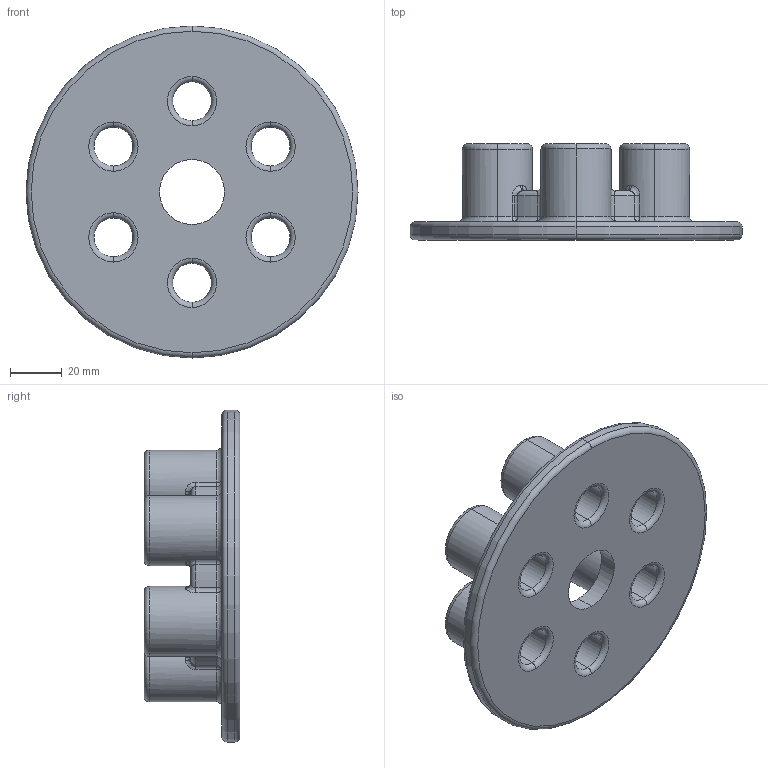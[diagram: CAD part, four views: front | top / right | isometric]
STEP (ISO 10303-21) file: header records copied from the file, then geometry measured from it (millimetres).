
FILE_DESCRIPTION (( 'STEP AP214' ), '1' );
FILE_NAME ('Part1.STEP', '2025-12-13T12:29:36', ( '' ), ( '' ), 'SwSTEP 2.0', 'SolidWorks 2025', '' );
FILE_SCHEMA (( 'AUTOMOTIVE_DESIGN' ));
Length unit declared in the file: millimetre
Products named in the file (1): Part1
Bounding box: 128 x 37 x 128 mm (x, y, z)
Volume: 153149 mm3; surface area: 50299.1 mm2
Topology: 1 solids, 1 shells, 215 faces, 506 edges, 270 vertices
Faces by surface type: torus 82, cylinder 70, sphere 24, bspline 24, plane 15
Entity records: 7823 total; most frequent: CARTESIAN_POINT 2936, DIRECTION 1170, ORIENTED_EDGE 964, AXIS2_PLACEMENT_3D 544, EDGE_CURVE 482, CIRCLE 352, VERTEX_POINT 270, EDGE_LOOP 230
